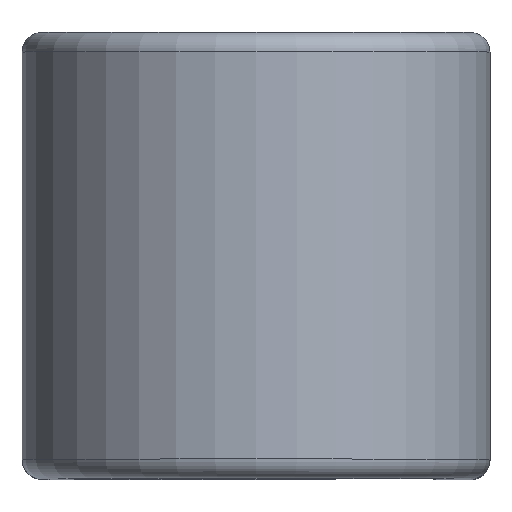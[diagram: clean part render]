
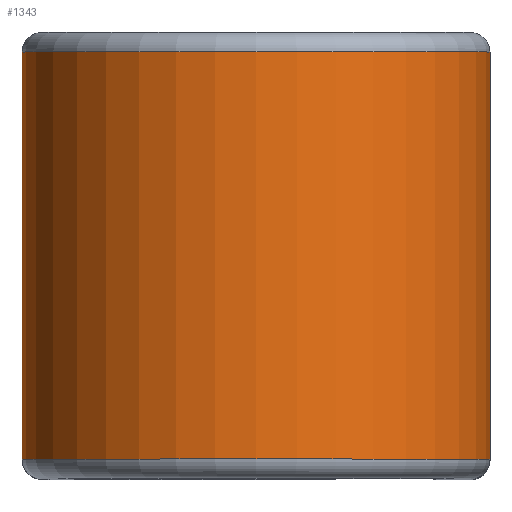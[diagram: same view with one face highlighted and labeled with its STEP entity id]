
A CAD part, top view. The second image highlights one B-rep face of the part: STEP entity #1343.
In plain terms, the highlighted cylindrical face has radius 9.157 mm (diameter 18.313 mm), a partial arc.
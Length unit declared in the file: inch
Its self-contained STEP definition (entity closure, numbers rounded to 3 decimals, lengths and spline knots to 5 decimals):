
#4 = VERTEX_POINT ( 'NONE', #622 ) ;
#241 = CARTESIAN_POINT ( 'NONE',  ( 0., 0.31375, 0.5 ) ) ;
#260 = LINE ( 'NONE', #349, #2998 ) ;
#349 = CARTESIAN_POINT ( 'NONE',  ( -0.3605, 0.31375, 0.5 ) ) ;
#495 = DIRECTION ( 'NONE',  ( 0., 0., -1. ) ) ;
#622 = CARTESIAN_POINT ( 'NONE',  ( -0.3605, 0.31375, 0.5 ) ) ;
#680 = EDGE_CURVE ( 'NONE', #2717, #4, #1900, .T. ) ;
#716 = ORIENTED_EDGE ( 'NONE', *, *, #2135, .T. ) ;
#729 = VERTEX_POINT ( 'NONE', #2137 ) ;
#826 = LINE ( 'NONE', #2165, #2009 ) ;
#1030 = DIRECTION ( 'NONE',  ( 0., -1., 0. ) ) ;
#1105 = ORIENTED_EDGE ( 'NONE', *, *, #680, .T. ) ;
#1142 = CIRCLE ( 'NONE', #1556, 0.3605 ) ;
#1153 = DIRECTION ( 'NONE',  ( 0., -1., 0. ) ) ;
#1187 = ORIENTED_EDGE ( 'NONE', *, *, #1462, .F. ) ;
#1250 = DIRECTION ( 'NONE',  ( 0., 1., 0. ) ) ;
#1308 = CARTESIAN_POINT ( 'NONE',  ( 0.3605, 0.31375, 0.5 ) ) ;
#1343 = ADVANCED_FACE ( 'NONE', ( #2992 ), #2116, .T. ) ;
#1462 = EDGE_CURVE ( 'NONE', #729, #2582, #1142, .T. ) ;
#1556 = AXIS2_PLACEMENT_3D ( 'NONE', #2500, #1153, #2723 ) ;
#1715 = ORIENTED_EDGE ( 'NONE', *, *, #2321, .F. ) ;
#1900 = CIRCLE ( 'NONE', #2591, 0.3605 ) ;
#1918 = DIRECTION ( 'NONE',  ( 0., -1., 0. ) ) ;
#2009 = VECTOR ( 'NONE', #1250, 39.37008 ) ;
#2116 = CYLINDRICAL_SURFACE ( 'NONE', #2985, 0.3605 ) ;
#2135 = EDGE_CURVE ( 'NONE', #729, #2717, #826, .T. ) ;
#2137 = CARTESIAN_POINT ( 'NONE',  ( 0.3605, -0.31375, 0.5 ) ) ;
#2165 = CARTESIAN_POINT ( 'NONE',  ( 0.3605, 0.31375, 0.5 ) ) ;
#2239 = DIRECTION ( 'NONE',  ( 0., 1., 0. ) ) ;
#2321 = EDGE_CURVE ( 'NONE', #2582, #4, #260, .T. ) ;
#2448 = EDGE_LOOP ( 'NONE', ( #716, #1105, #1715, #1187 ) ) ;
#2458 = DIRECTION ( 'NONE',  ( 0., 0., -1. ) ) ;
#2500 = CARTESIAN_POINT ( 'NONE',  ( 0., -0.31375, 0.5 ) ) ;
#2546 = CARTESIAN_POINT ( 'NONE',  ( -0.3605, -0.31375, 0.5 ) ) ;
#2582 = VERTEX_POINT ( 'NONE', #2546 ) ;
#2591 = AXIS2_PLACEMENT_3D ( 'NONE', #241, #1918, #495 ) ;
#2665 = CARTESIAN_POINT ( 'NONE',  ( 0., 0.3125, 0.5 ) ) ;
#2717 = VERTEX_POINT ( 'NONE', #1308 ) ;
#2723 = DIRECTION ( 'NONE',  ( 0., 0., -1. ) ) ;
#2985 = AXIS2_PLACEMENT_3D ( 'NONE', #2665, #1030, #2458 ) ;
#2992 = FACE_OUTER_BOUND ( 'NONE', #2448, .T. ) ;
#2998 = VECTOR ( 'NONE', #2239, 39.37008 ) ;
